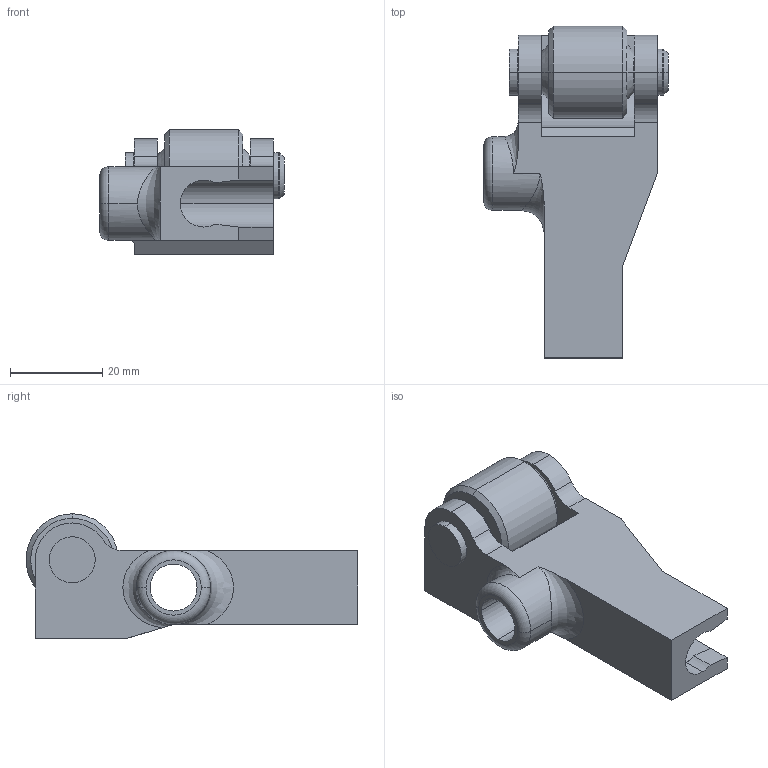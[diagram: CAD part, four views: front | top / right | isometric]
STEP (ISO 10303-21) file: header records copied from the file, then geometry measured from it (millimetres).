
FILE_DESCRIPTION (( 'STEP AP203' ), '1' );
FILE_NAME ('sone3D.STEP', '2014-09-02T04:01:39', ( '' ), ( '' ), 'SwSTEP 2.0', 'SolidWorks 2012', '' );
FILE_SCHEMA (( 'CONFIG_CONTROL_DESIGN' ));
Length unit declared in the file: millimetre
Products named in the file (5): AC-25-VA-10本体_; sone3D; AC-25-VA-10M5用ワッシャー_; AC-25-VA-10僔儍僼僩_; AC-25-VA-10儘乕儔乕_
Assembly tree (4 placements, depth 2):
  sone3D
    AC-25-VA-10本体_
    AC-25-VA-10僔儍僼僩_
    AC-25-VA-10儘乕儔乕_
    AC-25-VA-10M5用ワッシャー_
Bounding box: 40.1 x 72 x 27 mm (x, y, z)
Volume: 23650 mm3; surface area: 12479.2 mm2
Topology: 4 solids, 4 shells, 91 faces, 216 edges, 135 vertices
Faces by surface type: cylinder 38, plane 35, cone 12, torus 4, bspline 2
Entity records: 3919 total; most frequent: CARTESIAN_POINT 1233, DIRECTION 490, ORIENTED_EDGE 428, EDGE_CURVE 214, AXIS2_PLACEMENT_3D 190, VERTEX_POINT 135, LINE 110, VECTOR 110
